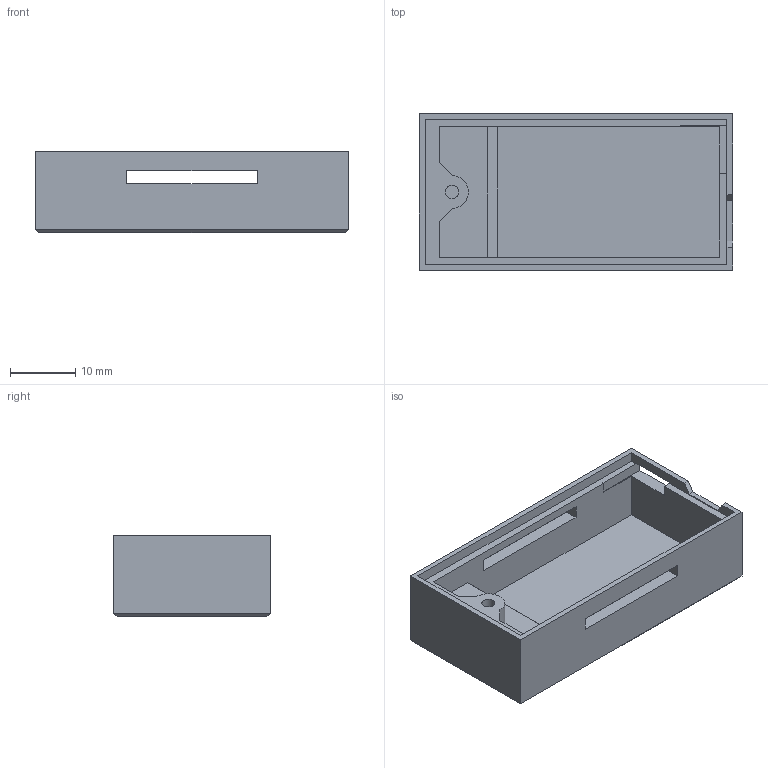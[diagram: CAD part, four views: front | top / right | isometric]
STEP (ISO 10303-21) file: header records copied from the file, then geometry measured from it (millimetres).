
FILE_DESCRIPTION(/* description */ (''),/* implementation_level */ '2;1');
FILE_NAME(/* name */ 'Control_Housing.step',/* time_stamp */ '2019-01-12T20:56:34+01:00',/* author */ ('timo.hueser'),/* organization */ (''),/* preprocessor_version */ 'ST-DEVELOPER v17.2',/* originating_system */ 'Autodesk Translation Framework v7.6.0.251',/* authorisation */ '');
FILE_SCHEMA (('AUTOMOTIVE_DESIGN { 1 0 10303 214 3 1 1 }'));
Length unit declared in the file: millimetre
Products named in the file (1): Power Box
Bounding box: 48 x 24 x 12.5 mm (x, y, z)
Volume: 5838.7 mm3; surface area: 5328.5 mm2
Topology: 1 solids, 1 shells, 45 faces, 125 edges, 82 vertices
Faces by surface type: plane 43, cylinder 2
Full cylindrical faces by diameter (mm): 2 x1
Entity records: 1456 total; most frequent: CARTESIAN_POINT 253, ORIENTED_EDGE 250, DIRECTION 221, EDGE_CURVE 125, LINE 121, VECTOR 121, VERTEX_POINT 82, EDGE_LOOP 51
